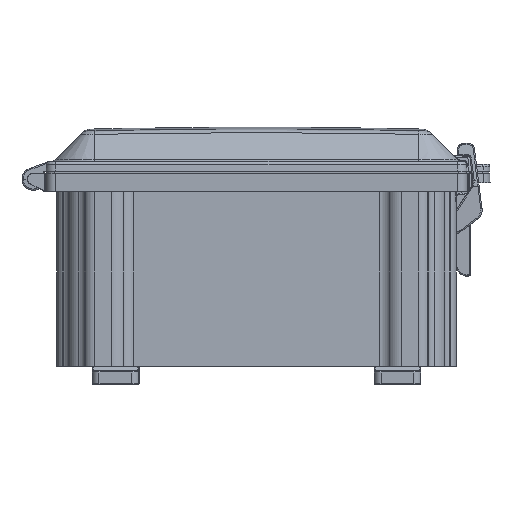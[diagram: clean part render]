
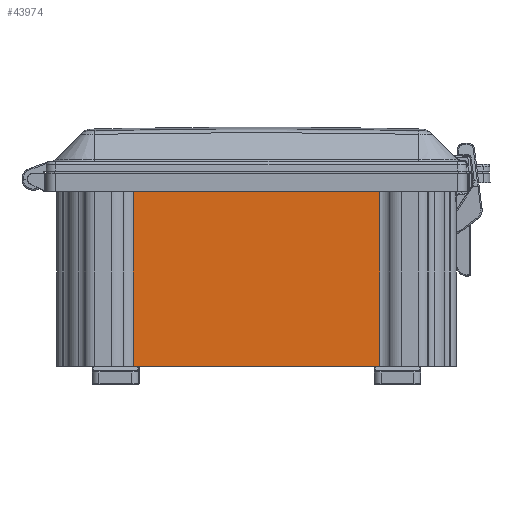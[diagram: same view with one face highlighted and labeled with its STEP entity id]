
A CAD part, front view. The second image highlights one B-rep face of the part: STEP entity #43974.
In plain terms, the highlighted planar face has unit normal (0, -1, 0).
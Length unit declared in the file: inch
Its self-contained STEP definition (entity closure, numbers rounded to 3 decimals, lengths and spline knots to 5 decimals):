
#1279 = CARTESIAN_POINT ( 'NONE',  ( -3.38652, -5.10537, -17.79324 ) ) ;
#1590 = DIRECTION ( 'NONE',  ( -1., 0., 0. ) ) ;
#5248 = CARTESIAN_POINT ( 'NONE',  ( 3.29277, -5.10537, -2.63457 ) ) ;
#13212 = VERTEX_POINT ( 'NONE', #64030 ) ;
#22394 = EDGE_LOOP ( 'NONE', ( #45955, #69025, #63362, #53123 ) ) ;
#22607 = DIRECTION ( 'NONE',  ( -1., 0., 0. ) ) ;
#24408 = VERTEX_POINT ( 'NONE', #80114 ) ;
#25096 = LINE ( 'NONE', #65906, #49070 ) ;
#28165 = EDGE_CURVE ( 'NONE', #48033, #13212, #59251, .T. ) ;
#28368 = CARTESIAN_POINT ( 'NONE',  ( 3.29277, -5.10537, 2.09043 ) ) ;
#28663 = VECTOR ( 'NONE', #1590, 39.37008 ) ;
#28835 = CARTESIAN_POINT ( 'NONE',  ( -3.38652, -5.10537, 2.09043 ) ) ;
#34724 = EDGE_CURVE ( 'NONE', #48033, #48990, #25096, .T. ) ;
#40755 = VECTOR ( 'NONE', #71954, 39.37008 ) ;
#42753 = EDGE_CURVE ( 'NONE', #13212, #24408, #82229, .T. ) ;
#43941 = PLANE ( 'NONE',  #71173 ) ;
#43974 = ADVANCED_FACE ( 'NONE', ( #49845 ), #43941, .F. ) ;
#45955 = ORIENTED_EDGE ( 'NONE', *, *, #42753, .F. ) ;
#48033 = VERTEX_POINT ( 'NONE', #5248 ) ;
#48147 = EDGE_CURVE ( 'NONE', #48990, #24408, #63730, .T. ) ;
#48990 = VERTEX_POINT ( 'NONE', #28368 ) ;
#49070 = VECTOR ( 'NONE', #73138, 39.37008 ) ;
#49845 = FACE_OUTER_BOUND ( 'NONE', #22394, .T. ) ;
#52284 = VECTOR ( 'NONE', #81788, 39.37008 ) ;
#53123 = ORIENTED_EDGE ( 'NONE', *, *, #48147, .T. ) ;
#59251 = LINE ( 'NONE', #80517, #40755 ) ;
#63362 = ORIENTED_EDGE ( 'NONE', *, *, #34724, .T. ) ;
#63730 = LINE ( 'NONE', #28835, #28663 ) ;
#64030 = CARTESIAN_POINT ( 'NONE',  ( -3.38652, -5.10537, -2.63457 ) ) ;
#65906 = CARTESIAN_POINT ( 'NONE',  ( 3.29277, -5.10537, -17.79324 ) ) ;
#69025 = ORIENTED_EDGE ( 'NONE', *, *, #28165, .F. ) ;
#71173 = AXIS2_PLACEMENT_3D ( 'NONE', #1279, #84699, #22607 ) ;
#71954 = DIRECTION ( 'NONE',  ( -1., 0., 0. ) ) ;
#73138 = DIRECTION ( 'NONE',  ( 0., 0., 1. ) ) ;
#80114 = CARTESIAN_POINT ( 'NONE',  ( -3.38652, -5.10537, 2.09043 ) ) ;
#80517 = CARTESIAN_POINT ( 'NONE',  ( 3.29277, -5.10537, -2.63457 ) ) ;
#81788 = DIRECTION ( 'NONE',  ( 0., 0., 1. ) ) ;
#82229 = LINE ( 'NONE', #89487, #52284 ) ;
#84699 = DIRECTION ( 'NONE',  ( 0., 1., 0. ) ) ;
#89487 = CARTESIAN_POINT ( 'NONE',  ( -3.38652, -5.10537, -17.79324 ) ) ;
